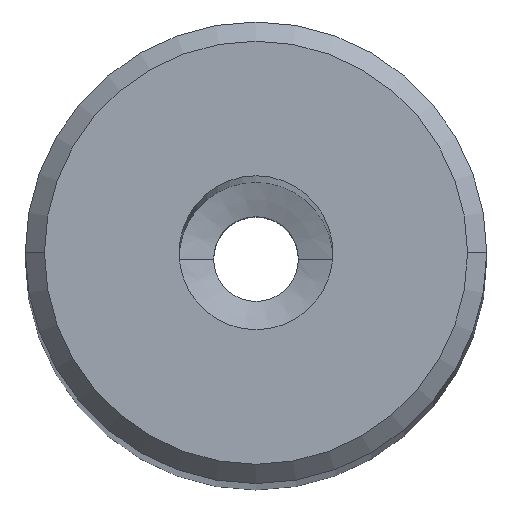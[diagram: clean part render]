
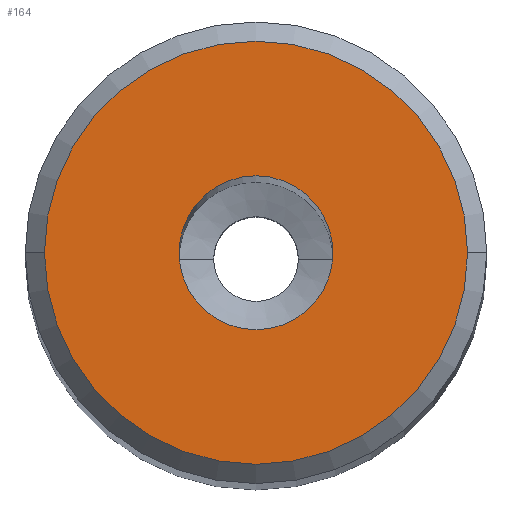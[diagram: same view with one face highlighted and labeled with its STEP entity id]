
A CAD part, top view. The second image highlights one B-rep face of the part: STEP entity #164.
In plain terms, the highlighted planar face has unit normal (0, 0, 1).
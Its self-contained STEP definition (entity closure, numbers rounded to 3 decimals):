
#126=VERTEX_POINT('NONE',#303);
#136=EDGE_CURVE('NONE',#242,#148,#313,.T.);
#148=VERTEX_POINT('NONE',#325);
#164=ADVANCED_FACE('NONE',(#343,#344),#345,.F.);
#182=VERTEX_POINT('NONE',#363);
#208=EDGE_CURVE('NONE',#126,#182,#396,.T.);
#218=EDGE_CURVE('NONE',#182,#126,#407,.T.);
#228=EDGE_CURVE('NONE',#148,#242,#418,.T.);
#242=VERTEX_POINT('NONE',#435);
#303=CARTESIAN_POINT('',(-5.5,0.0,97.0));
#313=CIRCLE('',#519,2.0);
#325=CARTESIAN_POINT('',(-2.0,0.,97.0));
#343=FACE_OUTER_BOUND('',#560,.T.);
#344=FACE_BOUND('',#561,.T.);
#345=PLANE('',#562);
#363=CARTESIAN_POINT('',(5.5,0.,97.0));
#396=CIRCLE('',#627,5.5);
#407=CIRCLE('',#639,5.5);
#418=CIRCLE('',#652,2.0);
#435=CARTESIAN_POINT('',(2.0,0.0,97.0));
#519=AXIS2_PLACEMENT_3D('',#727,#728,#729);
#560=EDGE_LOOP('',(#760,#761));
#561=EDGE_LOOP('',(#762,#763));
#562=AXIS2_PLACEMENT_3D('',#764,#765,#766);
#627=AXIS2_PLACEMENT_3D('',#834,#835,#836);
#639=AXIS2_PLACEMENT_3D('',#849,#850,#851);
#652=AXIS2_PLACEMENT_3D('',#863,#864,#865);
#727=CARTESIAN_POINT('',(0.0,0.0,97.0));
#728=DIRECTION('',(0.0,0.0,1.0));
#729=DIRECTION('',(1.0,0.0,0.0));
#760=ORIENTED_EDGE('',*,*,#208,.T.);
#761=ORIENTED_EDGE('',*,*,#218,.T.);
#762=ORIENTED_EDGE('',*,*,#136,.F.);
#763=ORIENTED_EDGE('',*,*,#228,.F.);
#764=CARTESIAN_POINT('',(0.0,6.,97.0));
#765=DIRECTION('',(0.0,0.0,-1.0));
#766=DIRECTION('',(0.0,1.0,0.0));
#834=CARTESIAN_POINT('',(0.0,0.0,97.0));
#835=DIRECTION('',(0.0,0.0,1.0));
#836=DIRECTION('',(-1.0,0.0,0.0));
#849=CARTESIAN_POINT('',(0.0,0.0,97.0));
#850=DIRECTION('',(0.0,0.0,1.0));
#851=DIRECTION('',(-1.0,0.0,0.0));
#863=CARTESIAN_POINT('',(0.0,0.0,97.0));
#864=DIRECTION('',(0.0,0.0,1.0));
#865=DIRECTION('',(1.0,0.0,0.0));
